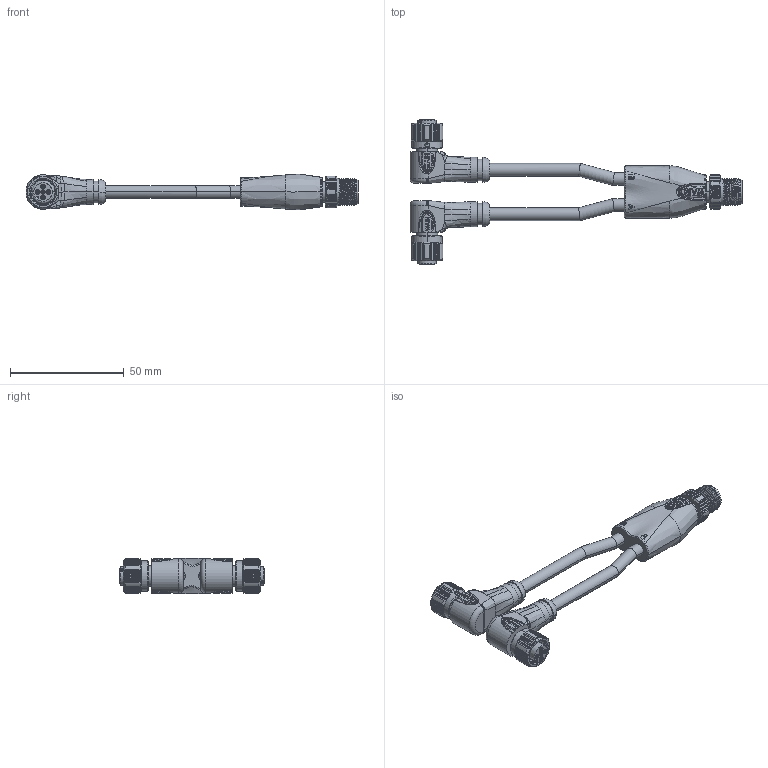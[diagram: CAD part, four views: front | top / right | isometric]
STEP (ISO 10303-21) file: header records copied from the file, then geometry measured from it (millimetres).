
FILE_DESCRIPTION((''),'2;1');
FILE_NAME('M12Y-M05A_2M12-F05A-T-5_0-PUR','2024-03-19T',('13539'),(''),'PRO/ENGINEER BY PARAMETRIC TECHNOLOGY CORPORATION, 2012480','PRO/ENGINEER BY PARAMETRIC TECHNOLOGY CORPORATION, 2012480','');
FILE_SCHEMA(('CONFIG_CONTROL_DESIGN'));
Products named in the file (1): M12Y-M05A_2M12-F05A-T-5_0-PUR
Bounding box: 146 x 63.9 x 15.48 mm (x, y, z)
Volume: 25545.6 mm3; surface area: 15761 mm2
Topology: 1 solids, 16 shells, 2159 faces, 6216 edges, 4103 vertices
Faces by surface type: plane 932, cylinder 697, bspline 220, cone 204, extrusion 55, torus 37, sphere 14
Entity records: 103854 total; most frequent: CARTESIAN_POINT 49973, ORIENTED_EDGE 12352, DIRECTION 10026, EDGE_CURVE 6176, VERTEX_POINT 4103, AXIS2_PLACEMENT_3D 3899, EDGE_LOOP 2299, VECTOR 2228
